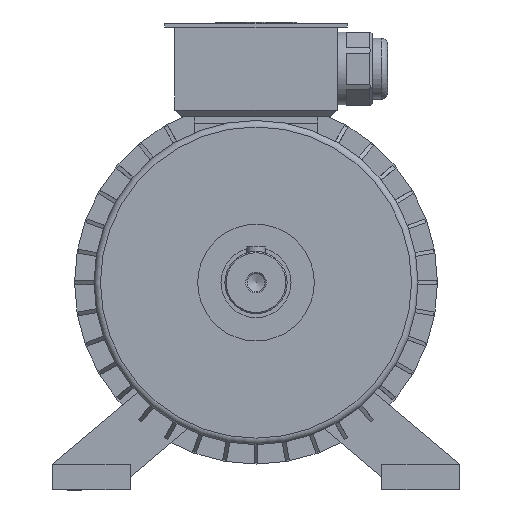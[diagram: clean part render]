
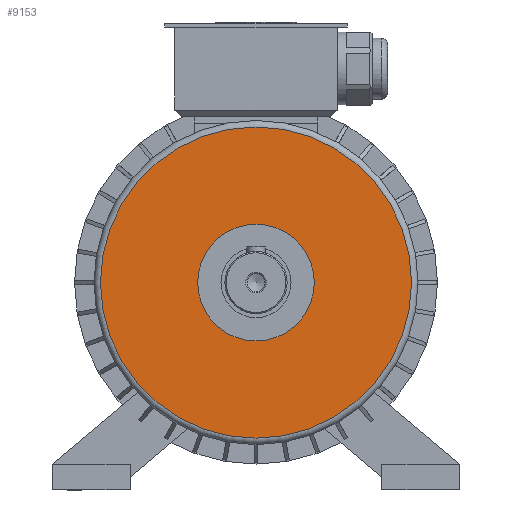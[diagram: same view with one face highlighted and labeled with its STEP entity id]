
A CAD part, front view. The second image highlights one B-rep face of the part: STEP entity #9153.
In plain terms, the highlighted planar face has unit normal (0, -1, 0).
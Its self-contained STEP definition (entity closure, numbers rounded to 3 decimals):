
#345=CIRCLE('',#9679,120.);
#346=CIRCLE('',#9680,45.);
#1140=ORIENTED_EDGE('',*,*,#2974,.T.);
#1141=ORIENTED_EDGE('',*,*,#2975,.T.);
#2974=EDGE_CURVE('',#3861,#3861,#345,.F.);
#2975=EDGE_CURVE('',#3862,#3862,#346,.T.);
#3861=VERTEX_POINT('',#13046);
#3862=VERTEX_POINT('',#13048);
#5529=EDGE_LOOP('',(#1140));
#5530=EDGE_LOOP('',(#1141));
#5938=FACE_BOUND('',#5529,.T.);
#5939=FACE_BOUND('',#5530,.T.);
#6327=PLANE('',#9678);
#9153=ADVANCED_FACE('',(#5938,#5939),#6327,.F.);
#9678=AXIS2_PLACEMENT_3D('',#13044,#10943,#10944);
#9679=AXIS2_PLACEMENT_3D('',#13045,#10945,#10946);
#9680=AXIS2_PLACEMENT_3D('',#13047,#10947,#10948);
#10943=DIRECTION('',(0.,1.,0.));
#10944=DIRECTION('',(0.,0.,1.));
#10945=DIRECTION('',(0.,1.,0.));
#10946=DIRECTION('',(0.,0.,1.));
#10947=DIRECTION('',(0.,1.,0.));
#10948=DIRECTION('',(1.,0.,0.));
#13044=CARTESIAN_POINT('',(0.,-35.,0.));
#13045=CARTESIAN_POINT('',(0.,-35.,0.));
#13046=CARTESIAN_POINT('',(0.,-35.,120.));
#13047=CARTESIAN_POINT('',(0.,-35.,0.));
#13048=CARTESIAN_POINT('',(45.,-35.,0.));
